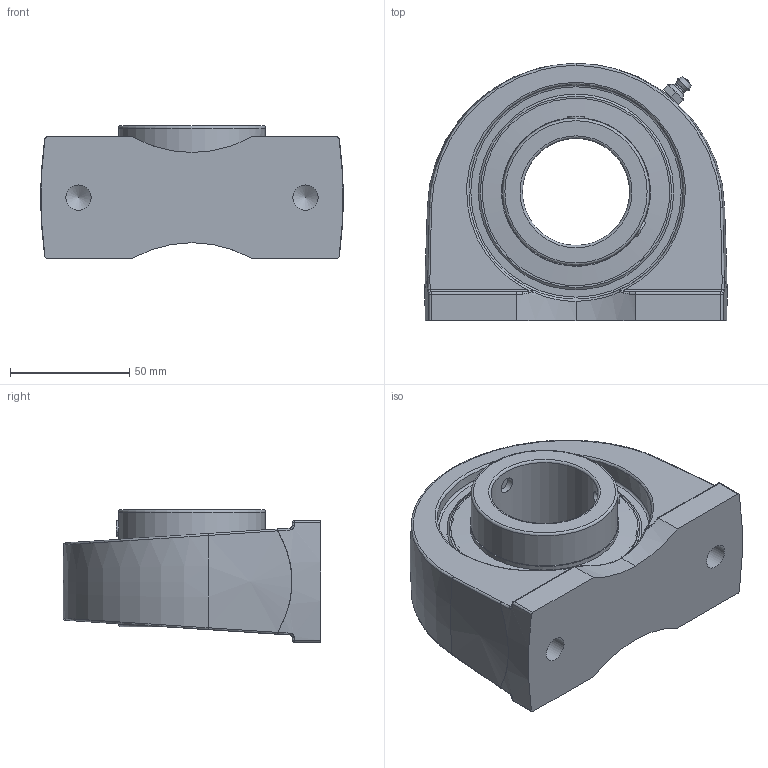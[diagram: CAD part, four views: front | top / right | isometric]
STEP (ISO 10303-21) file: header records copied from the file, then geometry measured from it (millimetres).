
FILE_DESCRIPTION(('HOOPS Exchange Step'),'2;1');
FILE_NAME('export-A23B9E9C-6432-4FFF-88C6-51111DC744F1.stp','2019-12-13T16:50:35+16:00',('ibuslach'),('Alibre'),'HOOPS Exchange 2019.2','Alibre','Unknown authorisation');
FILE_SCHEMA( ('AP242_MANAGED_MODEL_BASED_3D_ENGINEERING_MIM_LF {1 0 10303 442 1 1 4 }') );
Length unit declared in the file: centimetre
Products named in the file (7): MRN SPA 209; UCP ZERK 6mm; SUC 209 RACES; SUC 209 SHIELD; SUC 209 SS; MRN SUC 209; MRN SUCPA 209
Assembly tree (8 placements, depth 3):
  MRN SUCPA 209
    MRN SPA 209
    UCP ZERK 6mm
    MRN SUC 209
      SUC 209 RACES
      SUC 209 SHIELD  x2
      SUC 209 SS  x2
Bounding box: 126.96 x 108 x 55.7 mm (x, y, z)
Volume: 323083.6 mm3; surface area: 84749.5 mm2
Topology: 8 solids, 8 shells, 217 faces, 544 edges, 333 vertices
Faces by surface type: cylinder 55, plane 55, bspline 38, torus 26, cone 22, sphere 21
Full cylindrical faces by diameter (mm): 1.482 x2, 6 x2, 6.782 x4, 10.592 x2, 45 x1, 61.722 x4, 62.484 x2, 76.652 x2, 78.74 x2, 90.104 x2
Entity records: 13725 total; most frequent: CARTESIAN_POINT 8929, DIRECTION 987, ORIENTED_EDGE 970, EDGE_CURVE 485, AXIS2_PLACEMENT_3D 430, VERTEX_POINT 302, CIRCLE 233, EDGE_LOOP 221
